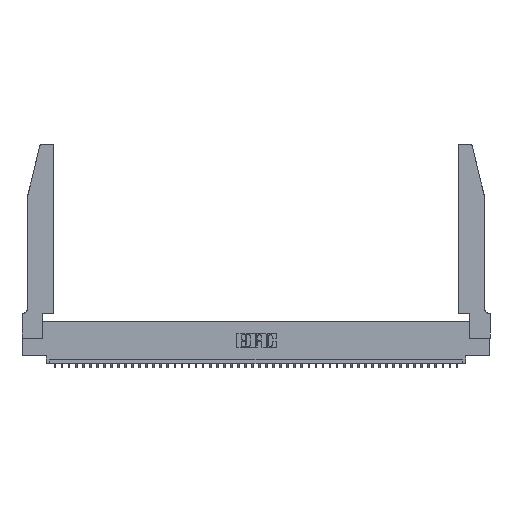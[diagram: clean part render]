
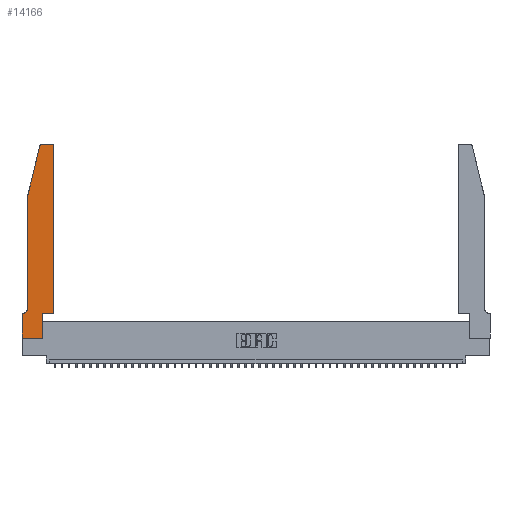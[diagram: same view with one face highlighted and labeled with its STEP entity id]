
A CAD part, top view. The second image highlights one B-rep face of the part: STEP entity #14166.
In plain terms, the highlighted planar face has unit normal (0, 0, 1).
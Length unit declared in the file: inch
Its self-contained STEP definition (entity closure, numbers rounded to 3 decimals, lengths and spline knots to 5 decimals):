
#441 = VERTEX_POINT ( 'NONE', #15191 ) ;
#528 = LINE ( 'NONE', #19398, #24238 ) ;
#691 = VERTEX_POINT ( 'NONE', #28785 ) ;
#791 = EDGE_CURVE ( 'NONE', #7515, #24056, #38884, .T. ) ;
#1538 = ORIENTED_EDGE ( 'NONE', *, *, #35667, .T. ) ;
#1677 = CARTESIAN_POINT ( 'NONE',  ( 0.2865, 0., 0.37 ) ) ;
#1780 = VERTEX_POINT ( 'NONE', #27923 ) ;
#1915 = VECTOR ( 'NONE', #12432, 39.37008 ) ;
#2449 = CIRCLE ( 'NONE', #40224, 0.07 ) ;
#2587 = CARTESIAN_POINT ( 'NONE',  ( 0.0055, 0.42, 0.37 ) ) ;
#3304 = ORIENTED_EDGE ( 'NONE', *, *, #8250, .T. ) ;
#3308 = DIRECTION ( 'NONE',  ( -1., 0., 0. ) ) ;
#3734 = DIRECTION ( 'NONE',  ( 1., 0., 0. ) ) ;
#4378 = AXIS2_PLACEMENT_3D ( 'NONE', #15811, #22861, #15336 ) ;
#4495 = CARTESIAN_POINT ( 'NONE',  ( 0.0755, 0.35, 0.37 ) ) ;
#4508 = DIRECTION ( 'NONE',  ( 1., 0., 0. ) ) ;
#5191 = VERTEX_POINT ( 'NONE', #1677 ) ;
#5217 = CARTESIAN_POINT ( 'NONE',  ( 0.4505, 0.35, 0.37 ) ) ;
#5811 = ORIENTED_EDGE ( 'NONE', *, *, #14942, .T. ) ;
#5926 = ORIENTED_EDGE ( 'NONE', *, *, #33202, .T. ) ;
#7514 = ORIENTED_EDGE ( 'NONE', *, *, #25736, .T. ) ;
#7515 = VERTEX_POINT ( 'NONE', #38508 ) ;
#7637 = VERTEX_POINT ( 'NONE', #19526 ) ;
#8250 = EDGE_CURVE ( 'NONE', #24056, #5191, #43453, .T. ) ;
#8740 = CARTESIAN_POINT ( 'NONE',  ( 0.0755, 2., 0.37 ) ) ;
#12212 = ORIENTED_EDGE ( 'NONE', *, *, #791, .T. ) ;
#12358 = DIRECTION ( 'NONE',  ( -0.239, -0.971, 0. ) ) ;
#12432 = DIRECTION ( 'NONE',  ( 0., 1., 0. ) ) ;
#12618 = EDGE_CURVE ( 'NONE', #26563, #34152, #28753, .T. ) ;
#12994 = DIRECTION ( 'NONE',  ( 0., -1., 0. ) ) ;
#13227 = EDGE_CURVE ( 'NONE', #5191, #441, #528, .T. ) ;
#14166 = ADVANCED_FACE ( 'NONE', ( #37006 ), #36384, .T. ) ;
#14931 = DIRECTION ( 'NONE',  ( 0., 0., 1. ) ) ;
#14942 = EDGE_CURVE ( 'NONE', #441, #40261, #42166, .T. ) ;
#15191 = CARTESIAN_POINT ( 'NONE',  ( 0.2865, 0.35, 0.37 ) ) ;
#15336 = DIRECTION ( 'NONE',  ( 1., 0., 0. ) ) ;
#15493 = ORIENTED_EDGE ( 'NONE', *, *, #29582, .T. ) ;
#15618 = CARTESIAN_POINT ( 'NONE',  ( 0., 0., 0.37 ) ) ;
#15709 = CARTESIAN_POINT ( 'NONE',  ( 0.4505, 2.72, 0.37 ) ) ;
#15811 = CARTESIAN_POINT ( 'NONE',  ( 0.284, 2.72, 0.37 ) ) ;
#16354 = VECTOR ( 'NONE', #33890, 39.37008 ) ;
#16434 = CARTESIAN_POINT ( 'NONE',  ( 0., 0.35, 0.37 ) ) ;
#18518 = DIRECTION ( 'NONE',  ( 1., 0., 0. ) ) ;
#18680 = LINE ( 'NONE', #21116, #45189 ) ;
#19212 = VERTEX_POINT ( 'NONE', #20855 ) ;
#19398 = CARTESIAN_POINT ( 'NONE',  ( 0.2865, 0.35, 0.37 ) ) ;
#19526 = CARTESIAN_POINT ( 'NONE',  ( 0.0755, 0.42, 0.37 ) ) ;
#20149 = CIRCLE ( 'NONE', #45324, 0.03 ) ;
#20855 = CARTESIAN_POINT ( 'NONE',  ( 0.284, 2.75, 0.37 ) ) ;
#21116 = CARTESIAN_POINT ( 'NONE',  ( 0.2605, 2.75, 0.37 ) ) ;
#22861 = DIRECTION ( 'NONE',  ( 0., 0., 1. ) ) ;
#22897 = ORIENTED_EDGE ( 'NONE', *, *, #25485, .T. ) ;
#23273 = EDGE_CURVE ( 'NONE', #19212, #26563, #40881, .T. ) ;
#24056 = VERTEX_POINT ( 'NONE', #28308 ) ;
#24238 = VECTOR ( 'NONE', #30639, 39.37008 ) ;
#25485 = EDGE_CURVE ( 'NONE', #1780, #19212, #18680, .T. ) ;
#25642 = DIRECTION ( 'NONE',  ( -1., 0., 0. ) ) ;
#25736 = EDGE_CURVE ( 'NONE', #34152, #7637, #43995, .T. ) ;
#26254 = ORIENTED_EDGE ( 'NONE', *, *, #12618, .T. ) ;
#26563 = VERTEX_POINT ( 'NONE', #43415 ) ;
#26892 = ORIENTED_EDGE ( 'NONE', *, *, #23273, .T. ) ;
#27627 = ORIENTED_EDGE ( 'NONE', *, *, #27659, .T. ) ;
#27659 = EDGE_CURVE ( 'NONE', #7637, #691, #2449, .T. ) ;
#27923 = CARTESIAN_POINT ( 'NONE',  ( 0.4205, 2.75, 0.37 ) ) ;
#28088 = DIRECTION ( 'NONE',  ( 1., 0., 0. ) ) ;
#28304 = DIRECTION ( 'NONE',  ( -1., 0., 0. ) ) ;
#28308 = CARTESIAN_POINT ( 'NONE',  ( 0., 0., 0.37 ) ) ;
#28415 = CARTESIAN_POINT ( 'NONE',  ( 0.4505, 0.35, 0.37 ) ) ;
#28753 = LINE ( 'NONE', #8740, #33232 ) ;
#28785 = CARTESIAN_POINT ( 'NONE',  ( 0.0055, 0.35, 0.37 ) ) ;
#28798 = CARTESIAN_POINT ( 'NONE',  ( 0.4205, 2.72, 0.37 ) ) ;
#29582 = EDGE_CURVE ( 'NONE', #691, #7515, #40918, .T. ) ;
#30639 = DIRECTION ( 'NONE',  ( 0., 1., 0. ) ) ;
#31085 = VECTOR ( 'NONE', #12994, 39.37008 ) ;
#32326 = DIRECTION ( 'NONE',  ( 0., 0., 1. ) ) ;
#32432 = AXIS2_PLACEMENT_3D ( 'NONE', #16434, #32326, #3734 ) ;
#32549 = VERTEX_POINT ( 'NONE', #15709 ) ;
#32792 = VECTOR ( 'NONE', #4508, 39.37008 ) ;
#33202 = EDGE_CURVE ( 'NONE', #40261, #32549, #40658, .T. ) ;
#33232 = VECTOR ( 'NONE', #12358, 39.37008 ) ;
#33890 = DIRECTION ( 'NONE',  ( 0., -1., 0. ) ) ;
#34152 = VERTEX_POINT ( 'NONE', #42698 ) ;
#34503 = CARTESIAN_POINT ( 'NONE',  ( 0.0755, 2., 0.37 ) ) ;
#35667 = EDGE_CURVE ( 'NONE', #32549, #1780, #20149, .T. ) ;
#36384 = PLANE ( 'NONE',  #32432 ) ;
#37006 = FACE_OUTER_BOUND ( 'NONE', #39816, .T. ) ;
#38508 = CARTESIAN_POINT ( 'NONE',  ( 0., 0.35, 0.37 ) ) ;
#38884 = LINE ( 'NONE', #15618, #16354 ) ;
#38979 = DIRECTION ( 'NONE',  ( 0., 0., -1. ) ) ;
#39070 = CARTESIAN_POINT ( 'NONE',  ( 0.4505, 0.35, 0.37 ) ) ;
#39816 = EDGE_LOOP ( 'NONE', ( #22897, #26892, #26254, #7514, #27627, #15493, #12212, #3304, #44740, #5811, #5926, #1538 ) ) ;
#39959 = CARTESIAN_POINT ( 'NONE',  ( 0., 0., 0.37 ) ) ;
#40224 = AXIS2_PLACEMENT_3D ( 'NONE', #2587, #38979, #28304 ) ;
#40261 = VERTEX_POINT ( 'NONE', #28415 ) ;
#40658 = LINE ( 'NONE', #5217, #1915 ) ;
#40881 = CIRCLE ( 'NONE', #4378, 0.03 ) ;
#40918 = LINE ( 'NONE', #4495, #41506 ) ;
#41506 = VECTOR ( 'NONE', #3308, 39.37008 ) ;
#42166 = LINE ( 'NONE', #39070, #44359 ) ;
#42698 = CARTESIAN_POINT ( 'NONE',  ( 0.0755, 2., 0.37 ) ) ;
#43415 = CARTESIAN_POINT ( 'NONE',  ( 0.25487, 2.72718, 0.37 ) ) ;
#43453 = LINE ( 'NONE', #39959, #32792 ) ;
#43995 = LINE ( 'NONE', #34503, #31085 ) ;
#44359 = VECTOR ( 'NONE', #28088, 39.37008 ) ;
#44740 = ORIENTED_EDGE ( 'NONE', *, *, #13227, .T. ) ;
#45189 = VECTOR ( 'NONE', #25642, 39.37008 ) ;
#45324 = AXIS2_PLACEMENT_3D ( 'NONE', #28798, #14931, #18518 ) ;
